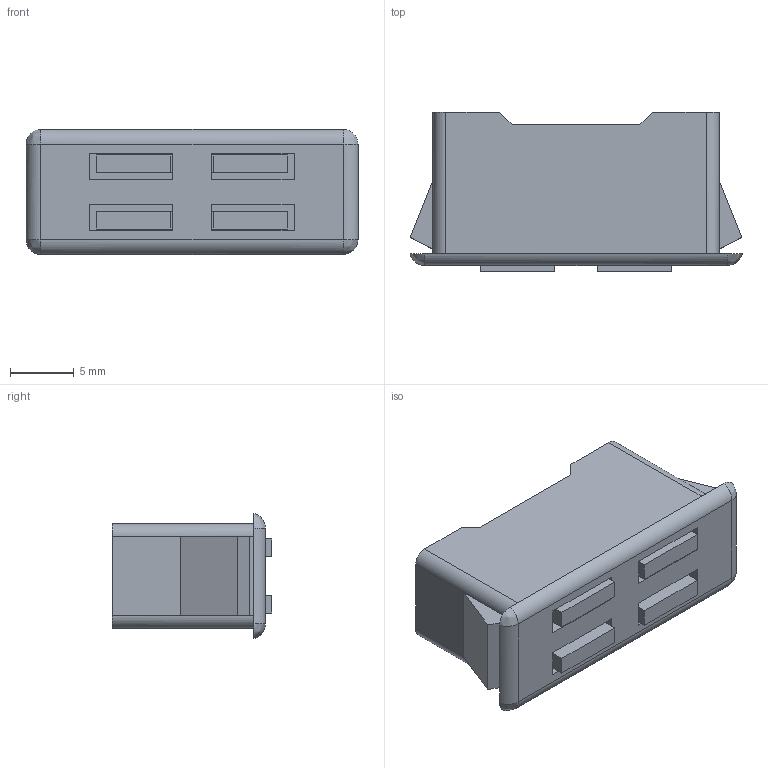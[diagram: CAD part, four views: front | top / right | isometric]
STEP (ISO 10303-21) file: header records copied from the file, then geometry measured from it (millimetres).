
FILE_DESCRIPTION((''),'2;1');
FILE_NAME('','2005-07-15T16:22:00',(''),(''),'','CADfix','');
FILE_SCHEMA(('AUTOMOTIVE_DESIGN'));
Length unit declared in the file: millimetre
Products named in the file (4): attachment; spring; housing; TL_295_2S_6750_36
Assembly tree (4 placements, depth 2):
  TL_295_2S_6750_36
    attachment  x2
    spring
    housing
Bounding box: 26 x 12.5 x 9.8 mm (x, y, z)
Volume: 1740.8 mm3; surface area: 3105.7 mm2
Topology: 4 solids, 4 shells, 87 faces, 230 edges, 152 vertices
Faces by surface type: bspline 87
Entity records: 2323 total; most frequent: CARTESIAN_POINT 952, ORIENTED_EDGE 412, EDGE_CURVE 206, QUASI_UNIFORM_CURVE 186, VERTEX_POINT 136, EDGE_LOOP 86, FACE_OUTER_BOUND 77, ADVANCED_FACE 77
